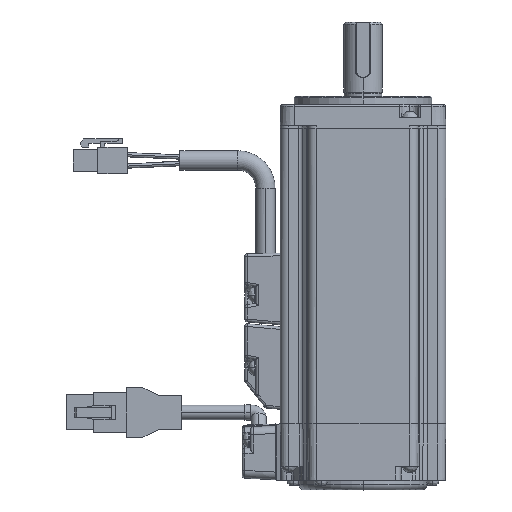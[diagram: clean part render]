
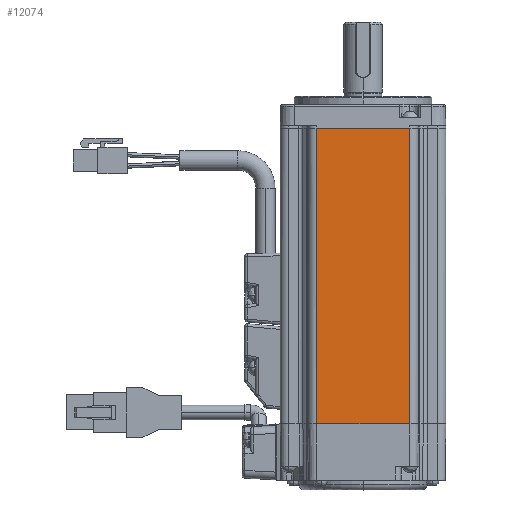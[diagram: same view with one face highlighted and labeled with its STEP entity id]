
A CAD part, left-side view. The second image highlights one B-rep face of the part: STEP entity #12074.
In plain terms, the highlighted planar face has unit normal (-1, 0, 0).
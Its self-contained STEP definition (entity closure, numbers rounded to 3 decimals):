
#136 = CARTESIAN_POINT ( 'NONE',  ( -30., 0., 60.6 ) ) ;
#910 = EDGE_CURVE ( 'NONE', #15482, #15557, #4758, .T. ) ;
#2700 = DIRECTION ( 'NONE',  ( 0., 0., -1. ) ) ;
#3692 = CARTESIAN_POINT ( 'NONE',  ( -30., -16.986, 114.2 ) ) ;
#3696 = CARTESIAN_POINT ( 'NONE',  ( -30.007, 16.987, 7. ) ) ;
#3861 = CARTESIAN_POINT ( 'NONE',  ( -29.995, -5.68, 7. ) ) ;
#4012 = EDGE_LOOP ( 'NONE', ( #16728, #20592, #28443, #9212, #28846 ) ) ;
#4142 = CARTESIAN_POINT ( 'NONE',  ( -30.007, 16.987, 7. ) ) ;
#4758 = B_SPLINE_CURVE_WITH_KNOTS ( 'NONE', 3,
 ( #17324, #19450, #17179, #5756 ),
 .UNSPECIFIED., .F., .F.,
 ( 4, 4 ),
 ( 0., 1. ),
 .UNSPECIFIED. ) ;
#5664 = CARTESIAN_POINT ( 'NONE',  ( -30., -17.001, 30.822 ) ) ;
#5756 = CARTESIAN_POINT ( 'NONE',  ( -30.007, 16.987, 7. ) ) ;
#6368 = EDGE_CURVE ( 'NONE', #11091, #7687, #9270, .T. ) ;
#6688 = DIRECTION ( 'NONE',  ( 0., -1., 0. ) ) ;
#7687 = VERTEX_POINT ( 'NONE', #22442 ) ;
#8858 = CARTESIAN_POINT ( 'NONE',  ( -30., 16.989, 78.467 ) ) ;
#9212 = ORIENTED_EDGE ( 'NONE', *, *, #23400, .F. ) ;
#9270 = LINE ( 'NONE', #15953, #18854 ) ;
#9382 = DIRECTION ( 'NONE',  ( 1., 0., 0. ) ) ;
#11091 = VERTEX_POINT ( 'NONE', #23911 ) ;
#11659 = PLANE ( 'NONE',  #26067 ) ;
#12074 = ADVANCED_FACE ( 'NONE', ( #12113 ), #11659, .F. ) ;
#12113 = FACE_OUTER_BOUND ( 'NONE', #4012, .T. ) ;
#12814 = CARTESIAN_POINT ( 'NONE',  ( -29.99, -11.346, 7. ) ) ;
#13110 = CARTESIAN_POINT ( 'NONE',  ( -30., -0.013, 7. ) ) ;
#15409 = CARTESIAN_POINT ( 'NONE',  ( -29.993, -17.013, 7. ) ) ;
#15482 = VERTEX_POINT ( 'NONE', #19511 ) ;
#15557 = VERTEX_POINT ( 'NONE', #3696 ) ;
#15953 = CARTESIAN_POINT ( 'NONE',  ( -30., 16.991, 114.2 ) ) ;
#16728 = ORIENTED_EDGE ( 'NONE', *, *, #16733, .F. ) ;
#16733 = EDGE_CURVE ( 'NONE', #29292, #15482, #29981, .T. ) ;
#17179 = CARTESIAN_POINT ( 'NONE',  ( -30.01, 11.32, 7. ) ) ;
#17324 = CARTESIAN_POINT ( 'NONE',  ( -30., -0.013, 7. ) ) ;
#18854 = VECTOR ( 'NONE', #6688, 1000. ) ;
#18899 = B_SPLINE_CURVE_WITH_KNOTS ( 'NONE', 3,
 ( #4142, #20398, #8858, #27540 ),
 .UNSPECIFIED., .F., .F.,
 ( 4, 4 ),
 ( 0., 1. ),
 .UNSPECIFIED. ) ;
#19450 = CARTESIAN_POINT ( 'NONE',  ( -30.005, 5.654, 7. ) ) ;
#19511 = CARTESIAN_POINT ( 'NONE',  ( -30., -0.013, 7. ) ) ;
#20030 = EDGE_CURVE ( 'NONE', #7687, #29292, #26140, .T. ) ;
#20398 = CARTESIAN_POINT ( 'NONE',  ( -30., 16.988, 42.733 ) ) ;
#20592 = ORIENTED_EDGE ( 'NONE', *, *, #20030, .F. ) ;
#22265 = CARTESIAN_POINT ( 'NONE',  ( -29.993, -17.013, 7. ) ) ;
#22442 = CARTESIAN_POINT ( 'NONE',  ( -30., -16.986, 114.2 ) ) ;
#23400 = EDGE_CURVE ( 'NONE', #15557, #11091, #18899, .T. ) ;
#23911 = CARTESIAN_POINT ( 'NONE',  ( -30., 16.991, 114.2 ) ) ;
#24033 = CARTESIAN_POINT ( 'NONE',  ( -29.993, -17.013, 7. ) ) ;
#24338 = CARTESIAN_POINT ( 'NONE',  ( -30., -16.992, 66.556 ) ) ;
#26067 = AXIS2_PLACEMENT_3D ( 'NONE', #136, #9382, #2700 ) ;
#26140 = B_SPLINE_CURVE_WITH_KNOTS ( 'NONE', 3,
 ( #3692, #24338, #5664, #24033 ),
 .UNSPECIFIED., .F., .F.,
 ( 4, 4 ),
 ( 0., 1. ),
 .UNSPECIFIED. ) ;
#27540 = CARTESIAN_POINT ( 'NONE',  ( -30., 16.991, 114.2 ) ) ;
#28443 = ORIENTED_EDGE ( 'NONE', *, *, #6368, .F. ) ;
#28846 = ORIENTED_EDGE ( 'NONE', *, *, #910, .F. ) ;
#29292 = VERTEX_POINT ( 'NONE', #22265 ) ;
#29981 = B_SPLINE_CURVE_WITH_KNOTS ( 'NONE', 3,
 ( #15409, #12814, #3861, #13110 ),
 .UNSPECIFIED., .F., .F.,
 ( 4, 4 ),
 ( 0., 1. ),
 .UNSPECIFIED. ) ;
